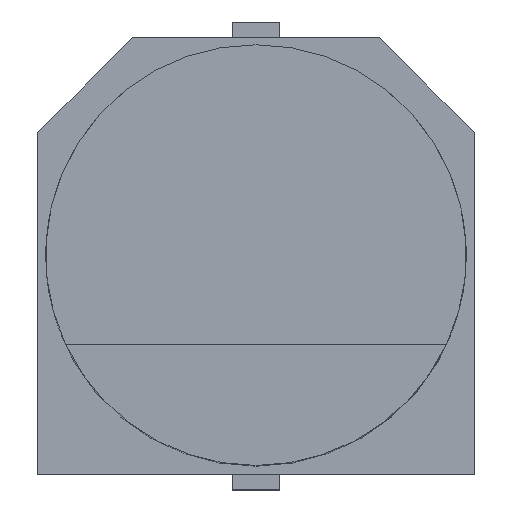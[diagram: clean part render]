
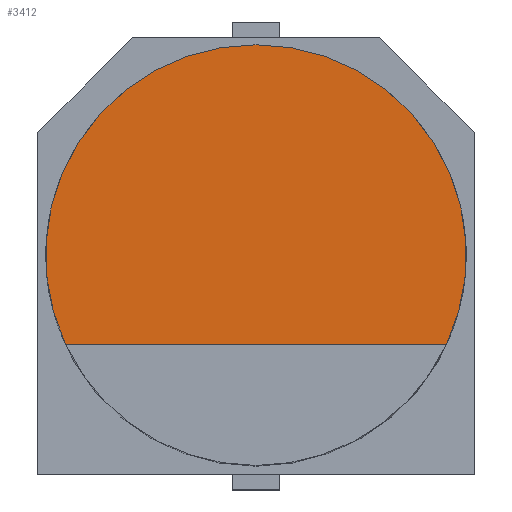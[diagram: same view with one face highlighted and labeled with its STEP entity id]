
A CAD part, top view. The second image highlights one B-rep face of the part: STEP entity #3412.
In plain terms, the highlighted planar face has unit normal (0, 0, 1).
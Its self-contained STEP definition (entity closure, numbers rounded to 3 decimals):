
#2533 = CYLINDRICAL_SURFACE('',#2534,4.);
#2534 = AXIS2_PLACEMENT_3D('',#2535,#2536,#2537);
#2535 = CARTESIAN_POINT('',(0.,0.,10.
    ));
#2536 = DIRECTION('',(0.,0.,-1.));
#2537 = DIRECTION('',(0.,1.,0.));
#2606 = CYLINDRICAL_SURFACE('',#2607,4.);
#2607 = AXIS2_PLACEMENT_3D('',#2608,#2609,#2610);
#2608 = CARTESIAN_POINT('',(0.,0.,10.
    ));
#2609 = DIRECTION('',(0.,0.,-1.));
#2610 = DIRECTION('',(0.,1.,0.));
#2983 = VERTEX_POINT('',#2984);
#2984 = CARTESIAN_POINT('',(-3.621,-1.7,10.));
#3027 = EDGE_CURVE('',#3028,#2983,#3030,.T.);
#3028 = VERTEX_POINT('',#3029);
#3029 = CARTESIAN_POINT('',(0.,4.,10.));
#3030 = SURFACE_CURVE('',#3031,(#3036,#3065),.PCURVE_S1.);
#3031 = CIRCLE('',#3032,4.);
#3032 = AXIS2_PLACEMENT_3D('',#3033,#3034,#3035);
#3033 = CARTESIAN_POINT('',(0.,0.,10.
    ));
#3034 = DIRECTION('',(0.,0.,1.));
#3035 = DIRECTION('',(0.,-1.,0.));
#3036 = PCURVE('',#2533,#3037);
#3037 = DEFINITIONAL_REPRESENTATION('',(#3038),#3064);
#3038 = B_SPLINE_CURVE_WITH_KNOTS('',3,(#3039,#3040,#3041,#3042,#3043,
    #3044,#3045,#3046,#3047,#3048,#3049,#3050,#3051,#3052,#3053,#3054,
    #3055,#3056,#3057,#3058,#3059,#3060,#3061,#3062,#3063),
  .UNSPECIFIED.,.F.,.F.,(4,1,1,1,1,1,1,1,1,1,1,1,1,1,1,1,1,1,1,1,1,1,4),
  (3.142,3.233,3.324,3.416,
    3.507,3.598,3.69,3.781,
    3.872,3.964,4.055,4.146,
    4.238,4.329,4.421,4.512,
    4.603,4.695,4.786,4.877,
    4.969,5.06,5.151),.UNSPECIFIED.);
#3039 = CARTESIAN_POINT('',(6.283,0.));
#3040 = CARTESIAN_POINT('',(6.253,0.));
#3041 = CARTESIAN_POINT('',(6.192,0.));
#3042 = CARTESIAN_POINT('',(6.1,0.));
#3043 = CARTESIAN_POINT('',(6.009,0.));
#3044 = CARTESIAN_POINT('',(5.918,0.));
#3045 = CARTESIAN_POINT('',(5.826,0.));
#3046 = CARTESIAN_POINT('',(5.735,0.));
#3047 = CARTESIAN_POINT('',(5.644,0.));
#3048 = CARTESIAN_POINT('',(5.552,0.));
#3049 = CARTESIAN_POINT('',(5.461,0.));
#3050 = CARTESIAN_POINT('',(5.37,0.));
#3051 = CARTESIAN_POINT('',(5.278,0.));
#3052 = CARTESIAN_POINT('',(5.187,0.));
#3053 = CARTESIAN_POINT('',(5.096,0.));
#3054 = CARTESIAN_POINT('',(5.004,0.));
#3055 = CARTESIAN_POINT('',(4.913,0.));
#3056 = CARTESIAN_POINT('',(4.822,0.));
#3057 = CARTESIAN_POINT('',(4.73,0.));
#3058 = CARTESIAN_POINT('',(4.639,0.));
#3059 = CARTESIAN_POINT('',(4.547,0.));
#3060 = CARTESIAN_POINT('',(4.456,0.));
#3061 = CARTESIAN_POINT('',(4.365,0.));
#3062 = CARTESIAN_POINT('',(4.304,0.));
#3063 = CARTESIAN_POINT('',(4.273,0.));
#3064 = ( GEOMETRIC_REPRESENTATION_CONTEXT(2) 
PARAMETRIC_REPRESENTATION_CONTEXT() REPRESENTATION_CONTEXT('2D SPACE',''
  ) );
#3065 = PCURVE('',#3066,#3071);
#3066 = PLANE('',#3067);
#3067 = AXIS2_PLACEMENT_3D('',#3068,#3069,#3070);
#3068 = CARTESIAN_POINT('',(0.,0.,10.
    ));
#3069 = DIRECTION('',(0.,0.,1.));
#3070 = DIRECTION('',(0.,-1.,0.));
#3071 = DEFINITIONAL_REPRESENTATION('',(#3072),#3076);
#3072 = CIRCLE('',#3073,4.);
#3073 = AXIS2_PLACEMENT_2D('',#3074,#3075);
#3074 = CARTESIAN_POINT('',(0.,0.));
#3075 = DIRECTION('',(1.,0.));
#3076 = ( GEOMETRIC_REPRESENTATION_CONTEXT(2) 
PARAMETRIC_REPRESENTATION_CONTEXT() REPRESENTATION_CONTEXT('2D SPACE',''
  ) );
#3203 = EDGE_CURVE('',#3204,#3028,#3206,.T.);
#3204 = VERTEX_POINT('',#3205);
#3205 = CARTESIAN_POINT('',(3.621,-1.7,10.));
#3206 = SURFACE_CURVE('',#3207,(#3212,#3241),.PCURVE_S1.);
#3207 = CIRCLE('',#3208,4.);
#3208 = AXIS2_PLACEMENT_3D('',#3209,#3210,#3211);
#3209 = CARTESIAN_POINT('',(0.,0.,10.
    ));
#3210 = DIRECTION('',(0.,0.,1.));
#3211 = DIRECTION('',(0.,-1.,0.));
#3212 = PCURVE('',#2606,#3213);
#3213 = DEFINITIONAL_REPRESENTATION('',(#3214),#3240);
#3214 = B_SPLINE_CURVE_WITH_KNOTS('',3,(#3215,#3216,#3217,#3218,#3219,
    #3220,#3221,#3222,#3223,#3224,#3225,#3226,#3227,#3228,#3229,#3230,
    #3231,#3232,#3233,#3234,#3235,#3236,#3237,#3238,#3239),
  .UNSPECIFIED.,.F.,.F.,(4,1,1,1,1,1,1,1,1,1,1,1,1,1,1,1,1,1,1,1,1,1,4),
  (1.132,1.223,1.315,1.406,
    1.497,1.589,1.68,1.771,
    1.863,1.954,2.045,2.137,
    2.228,2.319,2.411,2.502,
    2.593,2.685,2.776,2.868,
    2.959,3.05,3.142),.UNSPECIFIED.);
#3215 = CARTESIAN_POINT('',(2.01,0.));
#3216 = CARTESIAN_POINT('',(1.979,0.));
#3217 = CARTESIAN_POINT('',(1.918,0.));
#3218 = CARTESIAN_POINT('',(1.827,0.));
#3219 = CARTESIAN_POINT('',(1.736,0.));
#3220 = CARTESIAN_POINT('',(1.644,0.));
#3221 = CARTESIAN_POINT('',(1.553,0.));
#3222 = CARTESIAN_POINT('',(1.462,0.));
#3223 = CARTESIAN_POINT('',(1.37,0.));
#3224 = CARTESIAN_POINT('',(1.279,0.));
#3225 = CARTESIAN_POINT('',(1.188,0.));
#3226 = CARTESIAN_POINT('',(1.096,0.));
#3227 = CARTESIAN_POINT('',(1.005,0.));
#3228 = CARTESIAN_POINT('',(0.914,0.));
#3229 = CARTESIAN_POINT('',(0.822,0.));
#3230 = CARTESIAN_POINT('',(0.731,0.));
#3231 = CARTESIAN_POINT('',(0.639,0.));
#3232 = CARTESIAN_POINT('',(0.548,0.));
#3233 = CARTESIAN_POINT('',(0.457,0.));
#3234 = CARTESIAN_POINT('',(0.365,0.));
#3235 = CARTESIAN_POINT('',(0.274,0.));
#3236 = CARTESIAN_POINT('',(0.183,0.));
#3237 = CARTESIAN_POINT('',(0.091,0.));
#3238 = CARTESIAN_POINT('',(0.03,0.));
#3239 = CARTESIAN_POINT('',(0.,0.));
#3240 = ( GEOMETRIC_REPRESENTATION_CONTEXT(2) 
PARAMETRIC_REPRESENTATION_CONTEXT() REPRESENTATION_CONTEXT('2D SPACE',''
  ) );
#3241 = PCURVE('',#3066,#3242);
#3242 = DEFINITIONAL_REPRESENTATION('',(#3243),#3247);
#3243 = CIRCLE('',#3244,4.);
#3244 = AXIS2_PLACEMENT_2D('',#3245,#3246);
#3245 = CARTESIAN_POINT('',(0.,0.));
#3246 = DIRECTION('',(1.,0.));
#3247 = ( GEOMETRIC_REPRESENTATION_CONTEXT(2) 
PARAMETRIC_REPRESENTATION_CONTEXT() REPRESENTATION_CONTEXT('2D SPACE',''
  ) );
#3400 = PLANE('',#3401);
#3401 = AXIS2_PLACEMENT_3D('',#3402,#3403,#3404);
#3402 = CARTESIAN_POINT('',(0.,0.,10.
    ));
#3403 = DIRECTION('',(0.,0.,1.));
#3404 = DIRECTION('',(0.,-1.,0.));
#3412 = ADVANCED_FACE('',(#3413),#3066,.T.);
#3413 = FACE_BOUND('',#3414,.T.);
#3414 = EDGE_LOOP('',(#3415,#3436,#3437));
#3415 = ORIENTED_EDGE('',*,*,#3416,.F.);
#3416 = EDGE_CURVE('',#3204,#2983,#3417,.T.);
#3417 = SURFACE_CURVE('',#3418,(#3422,#3429),.PCURVE_S1.);
#3418 = LINE('',#3419,#3420);
#3419 = CARTESIAN_POINT('',(-3.621,-1.7,10.));
#3420 = VECTOR('',#3421,1.);
#3421 = DIRECTION('',(-1.,0.,0.));
#3422 = PCURVE('',#3066,#3423);
#3423 = DEFINITIONAL_REPRESENTATION('',(#3424),#3428);
#3424 = LINE('',#3425,#3426);
#3425 = CARTESIAN_POINT('',(1.7,-3.621));
#3426 = VECTOR('',#3427,1.);
#3427 = DIRECTION('',(0.,-1.));
#3428 = ( GEOMETRIC_REPRESENTATION_CONTEXT(2) 
PARAMETRIC_REPRESENTATION_CONTEXT() REPRESENTATION_CONTEXT('2D SPACE',''
  ) );
#3429 = PCURVE('',#3400,#3430);
#3430 = DEFINITIONAL_REPRESENTATION('',(#3431),#3435);
#3431 = LINE('',#3432,#3433);
#3432 = CARTESIAN_POINT('',(1.7,-3.621));
#3433 = VECTOR('',#3434,1.);
#3434 = DIRECTION('',(0.,-1.));
#3435 = ( GEOMETRIC_REPRESENTATION_CONTEXT(2) 
PARAMETRIC_REPRESENTATION_CONTEXT() REPRESENTATION_CONTEXT('2D SPACE',''
  ) );
#3436 = ORIENTED_EDGE('',*,*,#3203,.T.);
#3437 = ORIENTED_EDGE('',*,*,#3027,.T.);
